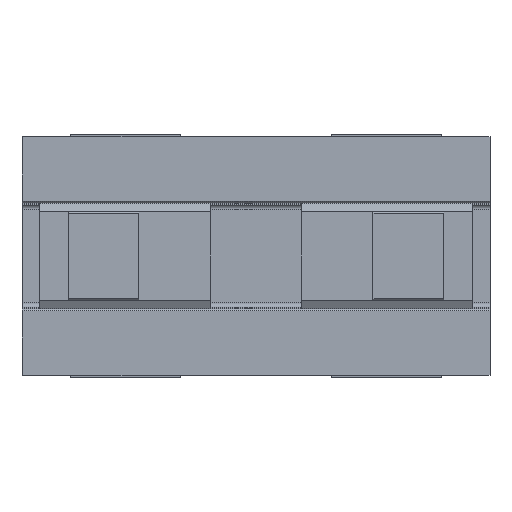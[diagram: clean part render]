
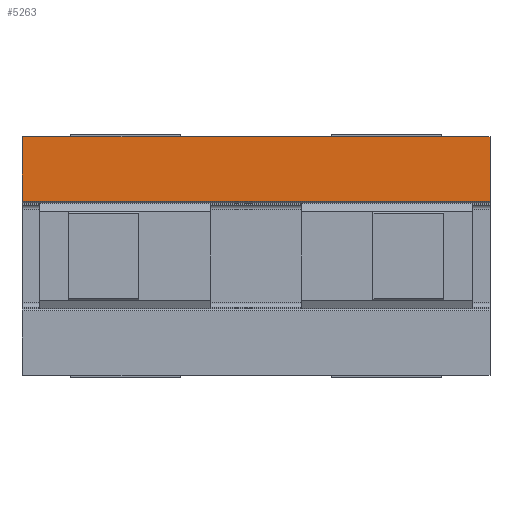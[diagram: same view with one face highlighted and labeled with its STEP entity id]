
A CAD part, left-side view. The second image highlights one B-rep face of the part: STEP entity #5263.
In plain terms, the highlighted planar face has unit normal (-1, 0, 0).
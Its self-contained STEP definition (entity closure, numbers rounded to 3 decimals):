
#55 = CARTESIAN_POINT ( 'NONE',  ( -62.5, 26.5, 13.5 ) ) ;
#197 = ORIENTED_EDGE ( 'NONE', *, *, #2577, .T. ) ;
#246 = VECTOR ( 'NONE', #3109, 1000. ) ;
#320 = DIRECTION ( 'NONE',  ( 0., -1., 0. ) ) ;
#526 = FACE_OUTER_BOUND ( 'NONE', #967, .T. ) ;
#537 = PLANE ( 'NONE',  #4203 ) ;
#877 = LINE ( 'NONE', #2249, #7169 ) ;
#967 = EDGE_LOOP ( 'NONE', ( #197, #7353, #7028, #6479 ) ) ;
#1036 = CARTESIAN_POINT ( 'NONE',  ( -62.5, -26.5, 13.5 ) ) ;
#1161 = DIRECTION ( 'NONE',  ( 0., 0., -1. ) ) ;
#1329 = LINE ( 'NONE', #1569, #7621 ) ;
#1569 = CARTESIAN_POINT ( 'NONE',  ( -62.5, 26.5, 6.212 ) ) ;
#2094 = EDGE_CURVE ( 'NONE', #3056, #2690, #5827, .T. ) ;
#2249 = CARTESIAN_POINT ( 'NONE',  ( -62.5, 26.5, -13.5 ) ) ;
#2577 = EDGE_CURVE ( 'NONE', #5750, #2749, #1329, .T. ) ;
#2690 = VERTEX_POINT ( 'NONE', #1036 ) ;
#2749 = VERTEX_POINT ( 'NONE', #7195 ) ;
#3056 = VERTEX_POINT ( 'NONE', #55 ) ;
#3109 = DIRECTION ( 'NONE',  ( 0., 0., -1. ) ) ;
#3141 = CARTESIAN_POINT ( 'NONE',  ( -62.5, -26.5, 13.5 ) ) ;
#4179 = CARTESIAN_POINT ( 'NONE',  ( -62.5, 0., 0. ) ) ;
#4193 = VECTOR ( 'NONE', #5250, 1000. ) ;
#4203 = AXIS2_PLACEMENT_3D ( 'NONE', #4179, #4806, #1161 ) ;
#4806 = DIRECTION ( 'NONE',  ( 1., 0., 0. ) ) ;
#4923 = EDGE_CURVE ( 'NONE', #2690, #2749, #5204, .T. ) ;
#5204 = LINE ( 'NONE', #3141, #246 ) ;
#5250 = DIRECTION ( 'NONE',  ( 0., -1., 0. ) ) ;
#5263 = ADVANCED_FACE ( 'NONE', ( #526 ), #537, .F. ) ;
#5750 = VERTEX_POINT ( 'NONE', #6305 ) ;
#5827 = LINE ( 'NONE', #6436, #4193 ) ;
#5896 = DIRECTION ( 'NONE',  ( 0., 0., 1. ) ) ;
#6305 = CARTESIAN_POINT ( 'NONE',  ( -62.5, 26.5, 6.212 ) ) ;
#6436 = CARTESIAN_POINT ( 'NONE',  ( -62.5, 26.5, 13.5 ) ) ;
#6479 = ORIENTED_EDGE ( 'NONE', *, *, #7741, .F. ) ;
#7028 = ORIENTED_EDGE ( 'NONE', *, *, #2094, .F. ) ;
#7169 = VECTOR ( 'NONE', #5896, 1000. ) ;
#7195 = CARTESIAN_POINT ( 'NONE',  ( -62.5, -26.5, 6.212 ) ) ;
#7353 = ORIENTED_EDGE ( 'NONE', *, *, #4923, .F. ) ;
#7621 = VECTOR ( 'NONE', #320, 1000. ) ;
#7741 = EDGE_CURVE ( 'NONE', #5750, #3056, #877, .T. ) ;
